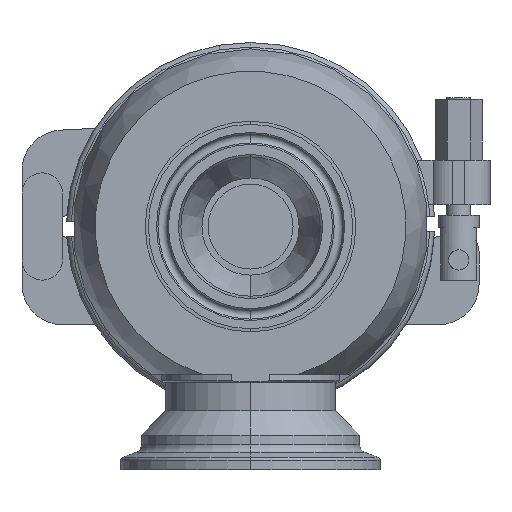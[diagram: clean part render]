
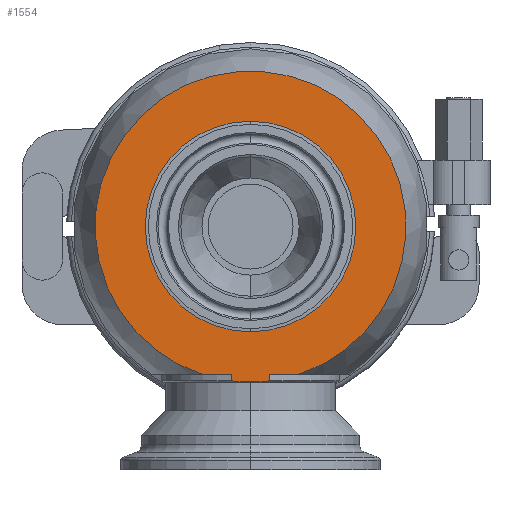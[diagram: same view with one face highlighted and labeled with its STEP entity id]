
A CAD part, front view. The second image highlights one B-rep face of the part: STEP entity #1554.
In plain terms, the highlighted planar face has unit normal (0, -1, 0).
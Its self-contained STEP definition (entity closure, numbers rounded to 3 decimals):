
#415=CARTESIAN_POINT('',(0.,-21.5,0.));
#416=DIRECTION('',(0.,1.,0.));
#417=DIRECTION('',(0.,0.,-1.));
#418=AXIS2_PLACEMENT_3D('',#415,#416,#417);
#420=CARTESIAN_POINT('',(0.,-21.5,0.));
#421=DIRECTION('',(0.,-1.,0.));
#422=DIRECTION('',(0.,0.,-1.));
#423=AXIS2_PLACEMENT_3D('',#420,#421,#422);
#425=DIRECTION('',(-1.,0.,0.));
#426=VECTOR('',#425,7.232);
#427=CARTESIAN_POINT('',(11.895,-21.5,-36.5));
#428=LINE('',#427,#426);
#429=DIRECTION('',(0.,0.,1.));
#430=VECTOR('',#429,1.605);
#431=CARTESIAN_POINT('',(4.664,-21.5,-38.105));
#432=LINE('',#431,#430);
#433=DIRECTION('',(0.,0.,1.));
#434=VECTOR('',#433,1.605);
#435=CARTESIAN_POINT('',(-4.664,-21.5,-38.105));
#436=LINE('',#435,#434);
#437=DIRECTION('',(-1.,0.,0.));
#438=VECTOR('',#437,7.232);
#439=CARTESIAN_POINT('',(-4.664,-21.5,-36.5));
#440=LINE('',#439,#438);
#441=CARTESIAN_POINT('',(0.,-21.5,0.));
#442=DIRECTION('',(0.,-1.,0.));
#443=DIRECTION('',(0.31,0.,-0.951));
#444=AXIS2_PLACEMENT_3D('',#441,#442,#443);
#456=CARTESIAN_POINT('',(0.,-21.5,0.));
#457=DIRECTION('',(0.,1.,0.));
#458=DIRECTION('',(0.,0.,-1.));
#459=AXIS2_PLACEMENT_3D('',#456,#457,#458);
#668=CARTESIAN_POINT('',(0.,-21.5,0.));
#669=DIRECTION('',(0.,-1.,0.));
#670=DIRECTION('',(0.,0.,-1.));
#671=AXIS2_PLACEMENT_3D('',#668,#669,#670);
#738=CARTESIAN_POINT('',(11.895,-21.5,-36.5));
#739=CARTESIAN_POINT('',(4.664,-21.5,-36.5));
#740=VERTEX_POINT('',#738);
#741=VERTEX_POINT('',#739);
#745=CARTESIAN_POINT('',(-11.895,-21.5,-36.5));
#747=VERTEX_POINT('',#745);
#748=CARTESIAN_POINT('',(0.,-21.5,-38.389));
#749=CARTESIAN_POINT('',(4.664,-21.5,-38.105));
#750=VERTEX_POINT('',#748);
#751=VERTEX_POINT('',#749);
#752=CARTESIAN_POINT('',(-4.664,-21.5,-38.105));
#753=VERTEX_POINT('',#752);
#766=CARTESIAN_POINT('',(-4.664,-21.5,-36.5));
#767=VERTEX_POINT('',#766);
#889=CARTESIAN_POINT('',(0.,-21.5,-26.));
#890=VERTEX_POINT('',#889);
#905=CARTESIAN_POINT('',(0.,-21.5,26.));
#906=VERTEX_POINT('',#905);
#1529=CARTESIAN_POINT('',(0.,-21.5,0.));
#1530=DIRECTION('',(0.,-1.,0.));
#1531=DIRECTION('',(0.,0.,1.));
#1532=AXIS2_PLACEMENT_3D('',#1529,#1530,#1531);
#1533=PLANE('',#1532);
#1535=ORIENTED_EDGE('',*,*,#1534,.T.);
#1537=ORIENTED_EDGE('',*,*,#1536,.F.);
#1539=ORIENTED_EDGE('',*,*,#1538,.F.);
#1541=ORIENTED_EDGE('',*,*,#1540,.T.);
#1543=ORIENTED_EDGE('',*,*,#1542,.T.);
#1545=ORIENTED_EDGE('',*,*,#1544,.T.);
#1547=ORIENTED_EDGE('',*,*,#1546,.F.);
#1548=EDGE_LOOP('',(#1535,#1537,#1539,#1541,#1543,#1545,#1547));
#1549=FACE_OUTER_BOUND('',#1548,.F.);
#1550=ORIENTED_EDGE('',*,*,#1508,.F.);
#1551=ORIENTED_EDGE('',*,*,#1524,.T.);
#1552=EDGE_LOOP('',(#1550,#1551));
#1553=FACE_BOUND('',#1552,.F.);
#1554=ADVANCED_FACE('',(#1549,#1553),#1533,.T.);
#419=CIRCLE('',#418,26.);
#424=CIRCLE('',#423,26.);
#445=CIRCLE('',#444,38.389);
#460=CIRCLE('',#459,38.389);
#672=CIRCLE('',#671,38.389);
#1508=EDGE_CURVE('',#890,#906,#419,.T.);
#1524=EDGE_CURVE('',#890,#906,#424,.T.);
#1534=EDGE_CURVE('',#740,#741,#428,.T.);
#1536=EDGE_CURVE('',#751,#741,#432,.T.);
#1538=EDGE_CURVE('',#750,#751,#672,.T.);
#1540=EDGE_CURVE('',#750,#753,#460,.T.);
#1542=EDGE_CURVE('',#753,#767,#436,.T.);
#1544=EDGE_CURVE('',#767,#747,#440,.T.);
#1546=EDGE_CURVE('',#740,#747,#445,.T.);
